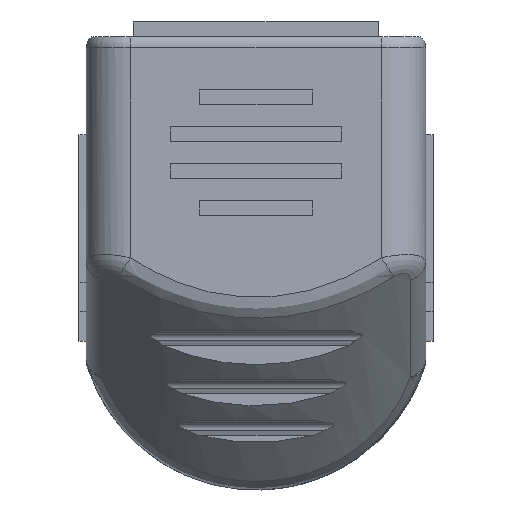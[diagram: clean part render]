
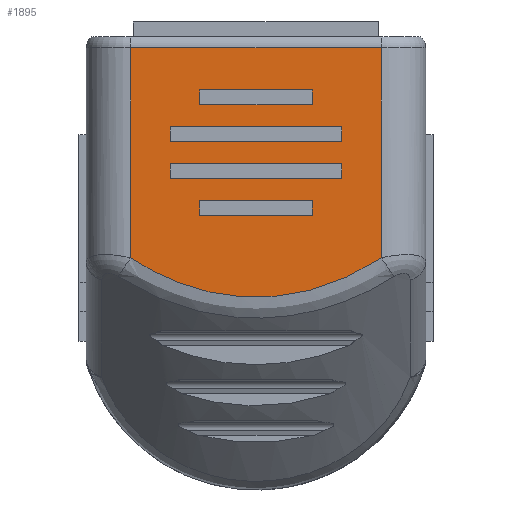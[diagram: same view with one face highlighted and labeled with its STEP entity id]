
A CAD part, top view. The second image highlights one B-rep face of the part: STEP entity #1895.
In plain terms, the highlighted planar face has unit normal (0, 0, 1).
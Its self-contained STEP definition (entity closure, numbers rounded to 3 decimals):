
#1731=AXIS2_PLACEMENT_3D('Plane Axis2P3D',#1728,#1729,#1730) ;
#217=CARTESIAN_POINT('Vertex',(20.5,29.951,39.6)) ;
#519=CARTESIAN_POINT('Vertex',(3.5,29.951,39.6)) ;
#539=CARTESIAN_POINT('Line Origine',(20.518,29.951,39.6)) ;
#693=CARTESIAN_POINT('Line Origine',(20.5,2.341,39.6)) ;
#697=CARTESIAN_POINT('Vertex',(20.5,15.722,39.6)) ;
#1667=CARTESIAN_POINT('Line Origine',(3.5,2.341,39.6)) ;
#1671=CARTESIAN_POINT('Vertex',(3.5,15.722,39.6)) ;
#1728=CARTESIAN_POINT('Axis2P3D Location',(20.3,15.941,39.6)) ;
#1734=CARTESIAN_POINT('Control Point',(20.5,15.722,39.6)) ;
#1735=CARTESIAN_POINT('Control Point',(20.33,15.609,39.6)) ;
#1736=CARTESIAN_POINT('Control Point',(20.158,15.499,39.6)) ;
#1737=CARTESIAN_POINT('Control Point',(19.985,15.391,39.6)) ;
#1738=CARTESIAN_POINT('Control Point',(18.504,14.498,39.6)) ;
#1739=CARTESIAN_POINT('Control Point',(16.916,13.791,39.6)) ;
#1740=CARTESIAN_POINT('Control Point',(15.445,13.342,39.6)) ;
#1741=CARTESIAN_POINT('Control Point',(12.624,12.88,39.6)) ;
#1742=CARTESIAN_POINT('Control Point',(9.784,13.126,39.6)) ;
#1743=CARTESIAN_POINT('Control Point',(8.489,13.393,39.6)) ;
#1744=CARTESIAN_POINT('Control Point',(6.855,13.923,39.6)) ;
#1745=CARTESIAN_POINT('Control Point',(5.311,14.663,39.6)) ;
#1746=CARTESIAN_POINT('Control Point',(4.958,14.845,39.6)) ;
#1747=CARTESIAN_POINT('Control Point',(4.451,15.126,39.6)) ;
#1748=CARTESIAN_POINT('Control Point',(3.957,15.427,39.6)) ;
#1749=CARTESIAN_POINT('Control Point',(3.804,15.523,39.6)) ;
#1750=CARTESIAN_POINT('Control Point',(3.651,15.622,39.6)) ;
#1751=CARTESIAN_POINT('Control Point',(3.5,15.722,39.6)) ;
#1759=CARTESIAN_POINT('Line Origine',(12.,24.594,39.6)) ;
#1763=CARTESIAN_POINT('Vertex',(17.822,24.594,39.6)) ;
#1765=CARTESIAN_POINT('Vertex',(6.178,24.594,39.6)) ;
#1768=CARTESIAN_POINT('Line Origine',(17.822,24.094,39.6)) ;
#1772=CARTESIAN_POINT('Vertex',(17.822,23.594,39.6)) ;
#1775=CARTESIAN_POINT('Line Origine',(12.,23.594,39.6)) ;
#1779=CARTESIAN_POINT('Vertex',(6.178,23.594,39.6)) ;
#1782=CARTESIAN_POINT('Line Origine',(6.178,24.094,39.6)) ;
#1793=CARTESIAN_POINT('Line Origine',(12.,26.094,39.6)) ;
#1797=CARTESIAN_POINT('Vertex',(8.178,26.094,39.6)) ;
#1799=CARTESIAN_POINT('Vertex',(15.822,26.094,39.6)) ;
#1802=CARTESIAN_POINT('Line Origine',(8.178,26.594,39.6)) ;
#1806=CARTESIAN_POINT('Vertex',(8.178,27.094,39.6)) ;
#1809=CARTESIAN_POINT('Line Origine',(12.,27.094,39.6)) ;
#1813=CARTESIAN_POINT('Vertex',(15.822,27.094,39.6)) ;
#1816=CARTESIAN_POINT('Line Origine',(15.822,26.594,39.6)) ;
#1827=CARTESIAN_POINT('Line Origine',(12.,22.094,39.6)) ;
#1831=CARTESIAN_POINT('Vertex',(17.822,22.094,39.6)) ;
#1833=CARTESIAN_POINT('Vertex',(6.178,22.094,39.6)) ;
#1836=CARTESIAN_POINT('Line Origine',(17.822,21.594,39.6)) ;
#1840=CARTESIAN_POINT('Vertex',(17.822,21.094,39.6)) ;
#1843=CARTESIAN_POINT('Line Origine',(12.,21.094,39.6)) ;
#1847=CARTESIAN_POINT('Vertex',(6.178,21.094,39.6)) ;
#1850=CARTESIAN_POINT('Line Origine',(6.178,21.594,39.6)) ;
#1861=CARTESIAN_POINT('Line Origine',(12.,18.594,39.6)) ;
#1865=CARTESIAN_POINT('Vertex',(8.178,18.594,39.6)) ;
#1867=CARTESIAN_POINT('Vertex',(15.822,18.594,39.6)) ;
#1870=CARTESIAN_POINT('Line Origine',(8.178,19.094,39.6)) ;
#1874=CARTESIAN_POINT('Vertex',(8.178,19.594,39.6)) ;
#1877=CARTESIAN_POINT('Line Origine',(12.,19.594,39.6)) ;
#1881=CARTESIAN_POINT('Vertex',(15.822,19.594,39.6)) ;
#1884=CARTESIAN_POINT('Line Origine',(15.822,19.094,39.6)) ;
#540=DIRECTION('Vector Direction',(1.,0.,0.)) ;
#694=DIRECTION('Vector Direction',(0.,-1.,0.)) ;
#1668=DIRECTION('Vector Direction',(0.,1.,0.)) ;
#1729=DIRECTION('Axis2P3D Direction',(0.,0.,1.)) ;
#1730=DIRECTION('Axis2P3D XDirection',(-1.,0.,0.)) ;
#1760=DIRECTION('Vector Direction',(-1.,0.,0.)) ;
#1769=DIRECTION('Vector Direction',(0.,1.,0.)) ;
#1776=DIRECTION('Vector Direction',(1.,0.,0.)) ;
#1783=DIRECTION('Vector Direction',(0.,-1.,0.)) ;
#1794=DIRECTION('Vector Direction',(1.,0.,0.)) ;
#1803=DIRECTION('Vector Direction',(0.,-1.,0.)) ;
#1810=DIRECTION('Vector Direction',(-1.,0.,0.)) ;
#1817=DIRECTION('Vector Direction',(0.,1.,0.)) ;
#1828=DIRECTION('Vector Direction',(-1.,0.,0.)) ;
#1837=DIRECTION('Vector Direction',(0.,1.,0.)) ;
#1844=DIRECTION('Vector Direction',(1.,0.,0.)) ;
#1851=DIRECTION('Vector Direction',(0.,-1.,0.)) ;
#1862=DIRECTION('Vector Direction',(1.,0.,0.)) ;
#1871=DIRECTION('Vector Direction',(0.,-1.,0.)) ;
#1878=DIRECTION('Vector Direction',(-1.,0.,0.)) ;
#1885=DIRECTION('Vector Direction',(0.,1.,0.)) ;
#541=VECTOR('Line Direction',#540,1.) ;
#695=VECTOR('Line Direction',#694,1.) ;
#1669=VECTOR('Line Direction',#1668,1.) ;
#1761=VECTOR('Line Direction',#1760,1.) ;
#1770=VECTOR('Line Direction',#1769,1.) ;
#1777=VECTOR('Line Direction',#1776,1.) ;
#1784=VECTOR('Line Direction',#1783,1.) ;
#1795=VECTOR('Line Direction',#1794,1.) ;
#1804=VECTOR('Line Direction',#1803,1.) ;
#1811=VECTOR('Line Direction',#1810,1.) ;
#1818=VECTOR('Line Direction',#1817,1.) ;
#1829=VECTOR('Line Direction',#1828,1.) ;
#1838=VECTOR('Line Direction',#1837,1.) ;
#1845=VECTOR('Line Direction',#1844,1.) ;
#1852=VECTOR('Line Direction',#1851,1.) ;
#1863=VECTOR('Line Direction',#1862,1.) ;
#1872=VECTOR('Line Direction',#1871,1.) ;
#1879=VECTOR('Line Direction',#1878,1.) ;
#1886=VECTOR('Line Direction',#1885,1.) ;
#1754=ORIENTED_EDGE('',*,*,#699,.T.) ;
#1755=ORIENTED_EDGE('',*,*,#543,.T.) ;
#1756=ORIENTED_EDGE('',*,*,#1673,.T.) ;
#1757=ORIENTED_EDGE('',*,*,#1752,.F.) ;
#1788=ORIENTED_EDGE('',*,*,#1767,.F.) ;
#1789=ORIENTED_EDGE('',*,*,#1774,.F.) ;
#1790=ORIENTED_EDGE('',*,*,#1781,.F.) ;
#1791=ORIENTED_EDGE('',*,*,#1786,.F.) ;
#1822=ORIENTED_EDGE('',*,*,#1801,.F.) ;
#1823=ORIENTED_EDGE('',*,*,#1808,.F.) ;
#1824=ORIENTED_EDGE('',*,*,#1815,.F.) ;
#1825=ORIENTED_EDGE('',*,*,#1820,.F.) ;
#1856=ORIENTED_EDGE('',*,*,#1835,.F.) ;
#1857=ORIENTED_EDGE('',*,*,#1842,.F.) ;
#1858=ORIENTED_EDGE('',*,*,#1849,.F.) ;
#1859=ORIENTED_EDGE('',*,*,#1854,.F.) ;
#1890=ORIENTED_EDGE('',*,*,#1869,.F.) ;
#1891=ORIENTED_EDGE('',*,*,#1876,.F.) ;
#1892=ORIENTED_EDGE('',*,*,#1883,.F.) ;
#1893=ORIENTED_EDGE('',*,*,#1888,.F.) ;
#1792=FACE_BOUND('',#1787,.T.) ;
#1826=FACE_BOUND('',#1821,.T.) ;
#1860=FACE_BOUND('',#1855,.T.) ;
#1894=FACE_BOUND('',#1889,.T.) ;
#1895=ADVANCED_FACE('Hauptk\X2\00F6\X0\rper',(#1758,#1792,#1826,#1860,#1894),#1732,.T.) ;
#1733=B_SPLINE_CURVE_WITH_KNOTS('',5,(#1734,#1735,#1736,#1737,#1738,#1739,#1740,#1741,#1742,#1743,#1744,#1745,#1746,#1747,#1748,#1749,#1750,#1751),.UNSPECIFIED.,.F.,.U.,(6,3,3,3,3,6),(0.,1.441,12.209,21.495,24.299,25.579),.UNSPECIFIED.) ;
#543=EDGE_CURVE('',#218,#520,#542,.F.) ;
#699=EDGE_CURVE('',#698,#218,#696,.F.) ;
#1673=EDGE_CURVE('',#520,#1672,#1670,.F.) ;
#1752=EDGE_CURVE('',#698,#1672,#1733,.T.) ;
#1767=EDGE_CURVE('',#1764,#1766,#1762,.T.) ;
#1774=EDGE_CURVE('',#1773,#1764,#1771,.T.) ;
#1781=EDGE_CURVE('',#1780,#1773,#1778,.T.) ;
#1786=EDGE_CURVE('',#1766,#1780,#1785,.T.) ;
#1801=EDGE_CURVE('',#1798,#1800,#1796,.T.) ;
#1808=EDGE_CURVE('',#1807,#1798,#1805,.T.) ;
#1815=EDGE_CURVE('',#1814,#1807,#1812,.T.) ;
#1820=EDGE_CURVE('',#1800,#1814,#1819,.T.) ;
#1835=EDGE_CURVE('',#1832,#1834,#1830,.T.) ;
#1842=EDGE_CURVE('',#1841,#1832,#1839,.T.) ;
#1849=EDGE_CURVE('',#1848,#1841,#1846,.T.) ;
#1854=EDGE_CURVE('',#1834,#1848,#1853,.T.) ;
#1869=EDGE_CURVE('',#1866,#1868,#1864,.T.) ;
#1876=EDGE_CURVE('',#1875,#1866,#1873,.T.) ;
#1883=EDGE_CURVE('',#1882,#1875,#1880,.T.) ;
#1888=EDGE_CURVE('',#1868,#1882,#1887,.T.) ;
#1753=EDGE_LOOP('',(#1754,#1755,#1756,#1757)) ;
#1787=EDGE_LOOP('',(#1788,#1789,#1790,#1791)) ;
#1821=EDGE_LOOP('',(#1822,#1823,#1824,#1825)) ;
#1855=EDGE_LOOP('',(#1856,#1857,#1858,#1859)) ;
#1889=EDGE_LOOP('',(#1890,#1891,#1892,#1893)) ;
#1758=FACE_OUTER_BOUND('',#1753,.T.) ;
#542=LINE('Line',#539,#541) ;
#696=LINE('Line',#693,#695) ;
#1670=LINE('Line',#1667,#1669) ;
#1762=LINE('Line',#1759,#1761) ;
#1771=LINE('Line',#1768,#1770) ;
#1778=LINE('Line',#1775,#1777) ;
#1785=LINE('Line',#1782,#1784) ;
#1796=LINE('Line',#1793,#1795) ;
#1805=LINE('Line',#1802,#1804) ;
#1812=LINE('Line',#1809,#1811) ;
#1819=LINE('Line',#1816,#1818) ;
#1830=LINE('Line',#1827,#1829) ;
#1839=LINE('Line',#1836,#1838) ;
#1846=LINE('Line',#1843,#1845) ;
#1853=LINE('Line',#1850,#1852) ;
#1864=LINE('Line',#1861,#1863) ;
#1873=LINE('Line',#1870,#1872) ;
#1880=LINE('Line',#1877,#1879) ;
#1887=LINE('Line',#1884,#1886) ;
#1732=PLANE('',#1731) ;
#218=VERTEX_POINT('',#217) ;
#520=VERTEX_POINT('',#519) ;
#698=VERTEX_POINT('',#697) ;
#1672=VERTEX_POINT('',#1671) ;
#1764=VERTEX_POINT('',#1763) ;
#1766=VERTEX_POINT('',#1765) ;
#1773=VERTEX_POINT('',#1772) ;
#1780=VERTEX_POINT('',#1779) ;
#1798=VERTEX_POINT('',#1797) ;
#1800=VERTEX_POINT('',#1799) ;
#1807=VERTEX_POINT('',#1806) ;
#1814=VERTEX_POINT('',#1813) ;
#1832=VERTEX_POINT('',#1831) ;
#1834=VERTEX_POINT('',#1833) ;
#1841=VERTEX_POINT('',#1840) ;
#1848=VERTEX_POINT('',#1847) ;
#1866=VERTEX_POINT('',#1865) ;
#1868=VERTEX_POINT('',#1867) ;
#1875=VERTEX_POINT('',#1874) ;
#1882=VERTEX_POINT('',#1881) ;
